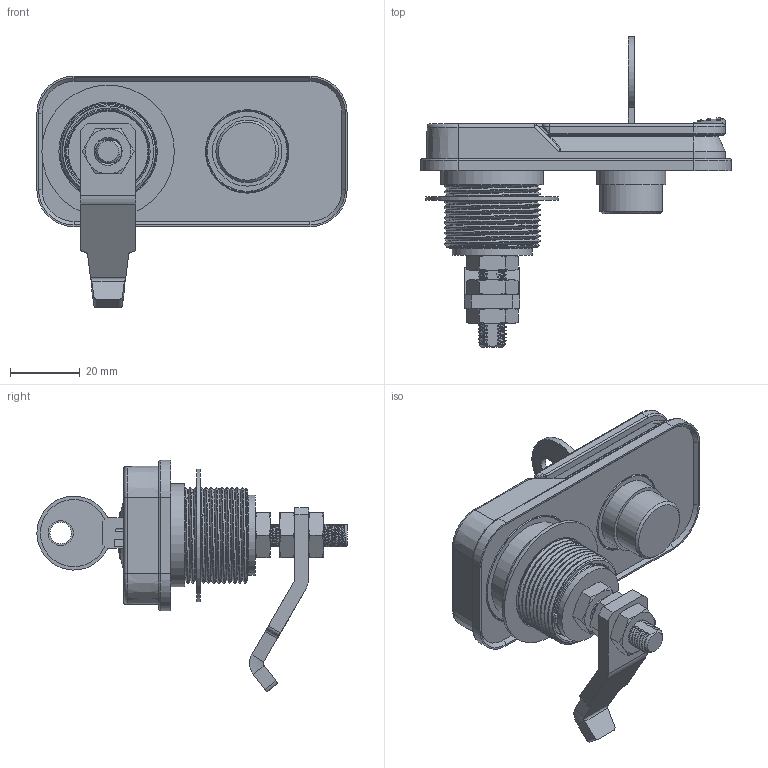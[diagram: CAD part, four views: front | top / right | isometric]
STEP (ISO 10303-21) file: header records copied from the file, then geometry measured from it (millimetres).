
FILE_DESCRIPTION(/* description */ ('LOCKING LIFT & TURN LATCH CIRCLE MOUNT, LESS KEY PLUG','CAx-IF Rec.Pracs.---Representation and Presentation of Product Manufacturing Information (PMI)---4.0---2014-10-13'),/* implementation_level */ '2;1');
FILE_NAME(/* name */ '1816-KLC.stp',/* time_stamp */ '2024-10-28T13:55:07-04:00',/* author */ ('KBraun'),/* organization */ (''),/* preprocessor_version */ 'ST-DEVELOPER v20',/* originating_system */ 'Autodesk Inventor 2024',/* authorisation */ '');
FILE_SCHEMA (('AP242_MANAGED_MODEL_BASED_3D_ENGINEERING_MIM_LF { 1 0 10303 442 1 1 4 }'));
Products named in the file (27): 1816-KLC; 1816-1; 1816-15; 1816-20; 1816-2; 1816DB-5; 430778-DC622-S; 810233; 7A0001; 7A0009; 7A0002; 930021; 910386; 202108; 911145; 900020; 1816-7; 1816-8; 1816-9; 1816-17; 1816-5; 1816-16; 1816-19; 1816-12; 1816-5B; 1816-13; 1816-14
Assembly tree (30 placements, depth 3):
  1816-KLC
    1816-1
    1816-15
    1816-20
    1816-2
    1816DB-5
      430778-DC622-S
      810233
      7A0002  x2
      7A0009  x2
      7A0001
      930021
      910386
      202108
      911145
      900020
    1816-7
    1816-8
    1816-9
    1816-17
    1816-16  x3
    1816-5
    1816-19
    1816-12
    1816-5B
    1816-13
    1816-14
Bounding box: 89.25 x 89.2 x 66.64 mm (x, y, z)
Volume: 54530.3 mm3; surface area: 50470.5 mm2
Topology: 29 solids, 29 shells, 1584 faces, 4090 edges, 2589 vertices
Faces by surface type: plane 630, cylinder 419, bspline 311, cone 106, torus 104, sphere 14
Full cylindrical faces by diameter (mm): 1.25 x1, 2.15 x2, 4 x1, 4.1 x3, 4.6 x2, 6.2 x1, 7 x3, 7.2 x2, 8 x1, 8.05 x1, 8.7 x1, 11.201 x1, 12.45 x1, 12.8 x2, 13.891 x2, 14.1 x1, 15.1 x1, 15.7 x1, 15.9 x1, 16.5 x1, 17.5 x1, 18 x3, 18.5 x1, 20 x1, 23 x1, 23.5 x1, 24 x1, 27.6 x16, 28.3 x1, 29.6 x1
Entity records: 89338 total; most frequent: CARTESIAN_POINT 53167, ORIENTED_EDGE 7776, DIRECTION 6690, EDGE_CURVE 3888, VERTEX_POINT 2465, AXIS2_PLACEMENT_3D 2417, LINE 1856, VECTOR 1856
